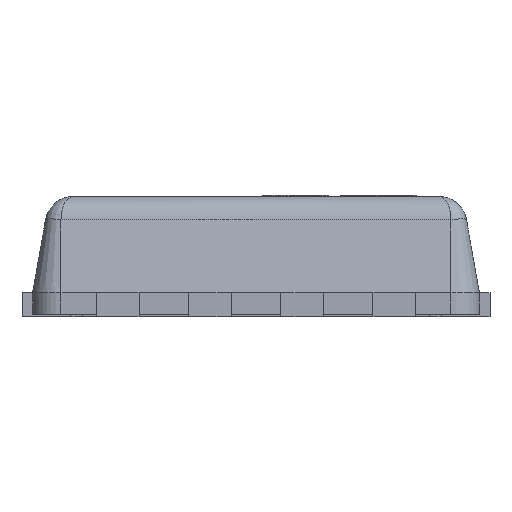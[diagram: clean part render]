
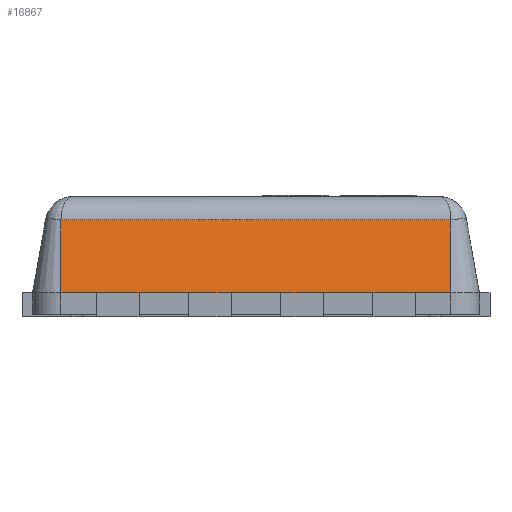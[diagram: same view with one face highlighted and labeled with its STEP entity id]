
A CAD part, front view. The second image highlights one B-rep face of the part: STEP entity #16867.
In plain terms, the highlighted planar face has unit normal (0, -0.985, 0.174).
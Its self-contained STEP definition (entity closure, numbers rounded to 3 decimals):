
#39 = DIRECTION ( 'NONE',  ( 1., 0., 0. ) ) ;
#424 = LINE ( 'NONE', #17190, #18454 ) ;
#562 = VECTOR ( 'NONE', #17890, 1000. ) ;
#798 = ORIENTED_EDGE ( 'NONE', *, *, #13280, .F. ) ;
#1289 = LINE ( 'NONE', #13848, #11910 ) ;
#1315 = CARTESIAN_POINT ( 'NONE',  ( 0.175, -1.5, 0.15 ) ) ;
#1509 = CARTESIAN_POINT ( 'NONE',  ( -1.375, -1.5, 0.15 ) ) ;
#1544 = VERTEX_POINT ( 'NONE', #17324 ) ;
#1621 = DIRECTION ( 'NONE',  ( 0., -0.985, 0.174 ) ) ;
#1811 = EDGE_CURVE ( 'NONE', #12128, #13312, #2910, .T. ) ;
#1844 = CARTESIAN_POINT ( 'NONE',  ( -0.175, -1.5, 0.15 ) ) ;
#2283 = CARTESIAN_POINT ( 'NONE',  ( -1.375, -1.5, 0.15 ) ) ;
#2427 = LINE ( 'NONE', #18264, #8800 ) ;
#2471 = FACE_OUTER_BOUND ( 'NONE', #6688, .T. ) ;
#2859 = VECTOR ( 'NONE', #16406, 1000. ) ;
#2910 = LINE ( 'NONE', #19979, #4493 ) ;
#3651 = VERTEX_POINT ( 'NONE', #6609 ) ;
#3896 = AXIS2_PLACEMENT_3D ( 'NONE', #1509, #1621, #6399 ) ;
#3927 = ORIENTED_EDGE ( 'NONE', *, *, #5559, .T. ) ;
#4156 = CARTESIAN_POINT ( 'NONE',  ( -1.375, -1.5, 0.15 ) ) ;
#4207 = CARTESIAN_POINT ( 'NONE',  ( 0.825, -1.5, 0.15 ) ) ;
#4268 = DIRECTION ( 'NONE',  ( 1., 0., 0. ) ) ;
#4442 = CARTESIAN_POINT ( 'NONE',  ( -1.125, -1.5, 0.15 ) ) ;
#4493 = VECTOR ( 'NONE', #4645, 1000. ) ;
#4645 = DIRECTION ( 'NONE',  ( 1., 0., 0. ) ) ;
#4814 = LINE ( 'NONE', #9613, #18176 ) ;
#5190 = CARTESIAN_POINT ( 'NONE',  ( -0.825, -1.5, 0.15 ) ) ;
#5550 = ORIENTED_EDGE ( 'NONE', *, *, #8411, .T. ) ;
#5559 = EDGE_CURVE ( 'NONE', #6885, #17206, #2427, .T. ) ;
#5618 = EDGE_CURVE ( 'NONE', #1544, #7985, #13462, .T. ) ;
#5919 = VERTEX_POINT ( 'NONE', #5934 ) ;
#5934 = CARTESIAN_POINT ( 'NONE',  ( 1.375, -1.5, 0.15 ) ) ;
#6086 = CARTESIAN_POINT ( 'NONE',  ( 1.375, -1.409, 0.665 ) ) ;
#6218 = ORIENTED_EDGE ( 'NONE', *, *, #7639, .T. ) ;
#6399 = DIRECTION ( 'NONE',  ( 0., -0.174, -0.985 ) ) ;
#6445 = EDGE_CURVE ( 'NONE', #18055, #3651, #1289, .T. ) ;
#6609 = CARTESIAN_POINT ( 'NONE',  ( -1.375, -1.409, 0.665 ) ) ;
#6688 = EDGE_LOOP ( 'NONE', ( #798, #10411, #10631, #11419, #14816, #17795, #11503, #11147, #3927, #15256, #5550, #6218 ) ) ;
#6885 = VERTEX_POINT ( 'NONE', #1315 ) ;
#7024 = LINE ( 'NONE', #7142, #16179 ) ;
#7036 = CARTESIAN_POINT ( 'NONE',  ( -1.375, -1.5, 0.15 ) ) ;
#7142 = CARTESIAN_POINT ( 'NONE',  ( -3.325, -1.5, 0.15 ) ) ;
#7152 = LINE ( 'NONE', #16254, #562 ) ;
#7400 = DIRECTION ( 'NONE',  ( -1., 0., 0. ) ) ;
#7639 = EDGE_CURVE ( 'NONE', #8922, #5919, #14826, .T. ) ;
#7985 = VERTEX_POINT ( 'NONE', #4442 ) ;
#8411 = EDGE_CURVE ( 'NONE', #18671, #8922, #7152, .T. ) ;
#8415 = CARTESIAN_POINT ( 'NONE',  ( 1.125, -1.5, 0.15 ) ) ;
#8727 = EDGE_CURVE ( 'NONE', #3651, #1544, #14995, .T. ) ;
#8800 = VECTOR ( 'NONE', #4268, 1000. ) ;
#8922 = VERTEX_POINT ( 'NONE', #8415 ) ;
#9613 = CARTESIAN_POINT ( 'NONE',  ( 1.375, -1.5, 0.15 ) ) ;
#9829 = DIRECTION ( 'NONE',  ( 1., 0., 0. ) ) ;
#9978 = VECTOR ( 'NONE', #11489, 1000. ) ;
#10411 = ORIENTED_EDGE ( 'NONE', *, *, #6445, .T. ) ;
#10498 = CARTESIAN_POINT ( 'NONE',  ( -1.375, -1.5, 0.15 ) ) ;
#10631 = ORIENTED_EDGE ( 'NONE', *, *, #8727, .T. ) ;
#11147 = ORIENTED_EDGE ( 'NONE', *, *, #17975, .T. ) ;
#11174 = VERTEX_POINT ( 'NONE', #5190 ) ;
#11229 = PLANE ( 'NONE',  #3896 ) ;
#11419 = ORIENTED_EDGE ( 'NONE', *, *, #5618, .T. ) ;
#11489 = DIRECTION ( 'NONE',  ( 1., 0., 0. ) ) ;
#11503 = ORIENTED_EDGE ( 'NONE', *, *, #1811, .T. ) ;
#11910 = VECTOR ( 'NONE', #7400, 1000. ) ;
#12128 = VERTEX_POINT ( 'NONE', #12421 ) ;
#12177 = EDGE_CURVE ( 'NONE', #11174, #12128, #424, .T. ) ;
#12290 = EDGE_CURVE ( 'NONE', #17206, #18671, #13308, .T. ) ;
#12421 = CARTESIAN_POINT ( 'NONE',  ( -0.475, -1.5, 0.15 ) ) ;
#12539 = EDGE_CURVE ( 'NONE', #7985, #11174, #7024, .T. ) ;
#12610 = DIRECTION ( 'NONE',  ( 1., 0., 0. ) ) ;
#12744 = VECTOR ( 'NONE', #39, 1000. ) ;
#13280 = EDGE_CURVE ( 'NONE', #18055, #5919, #4814, .T. ) ;
#13308 = LINE ( 'NONE', #2283, #9978 ) ;
#13312 = VERTEX_POINT ( 'NONE', #1844 ) ;
#13462 = LINE ( 'NONE', #4156, #12744 ) ;
#13848 = CARTESIAN_POINT ( 'NONE',  ( -1.375, -1.409, 0.665 ) ) ;
#14815 = LINE ( 'NONE', #16140, #19611 ) ;
#14816 = ORIENTED_EDGE ( 'NONE', *, *, #12539, .T. ) ;
#14826 = LINE ( 'NONE', #7036, #19433 ) ;
#14995 = LINE ( 'NONE', #10498, #2859 ) ;
#15256 = ORIENTED_EDGE ( 'NONE', *, *, #12290, .T. ) ;
#16140 = CARTESIAN_POINT ( 'NONE',  ( -1.375, -1.5, 0.15 ) ) ;
#16179 = VECTOR ( 'NONE', #17884, 1000. ) ;
#16254 = CARTESIAN_POINT ( 'NONE',  ( -1.375, -1.5, 0.15 ) ) ;
#16406 = DIRECTION ( 'NONE',  ( 0., -0.174, -0.985 ) ) ;
#16867 = ADVANCED_FACE ( 'NONE', ( #2471 ), #11229, .T. ) ;
#17190 = CARTESIAN_POINT ( 'NONE',  ( -1.375, -1.5, 0.15 ) ) ;
#17206 = VERTEX_POINT ( 'NONE', #18903 ) ;
#17324 = CARTESIAN_POINT ( 'NONE',  ( -1.375, -1.5, 0.15 ) ) ;
#17451 = DIRECTION ( 'NONE',  ( 0., -0.174, -0.985 ) ) ;
#17795 = ORIENTED_EDGE ( 'NONE', *, *, #12177, .T. ) ;
#17884 = DIRECTION ( 'NONE',  ( 1., 0., 0. ) ) ;
#17890 = DIRECTION ( 'NONE',  ( 1., 0., 0. ) ) ;
#17975 = EDGE_CURVE ( 'NONE', #13312, #6885, #14815, .T. ) ;
#18055 = VERTEX_POINT ( 'NONE', #6086 ) ;
#18176 = VECTOR ( 'NONE', #17451, 1000. ) ;
#18264 = CARTESIAN_POINT ( 'NONE',  ( -2.025, -1.5, 0.15 ) ) ;
#18454 = VECTOR ( 'NONE', #12610, 1000. ) ;
#18671 = VERTEX_POINT ( 'NONE', #4207 ) ;
#18903 = CARTESIAN_POINT ( 'NONE',  ( 0.475, -1.5, 0.15 ) ) ;
#19029 = DIRECTION ( 'NONE',  ( 1., 0., 0. ) ) ;
#19433 = VECTOR ( 'NONE', #19029, 1000. ) ;
#19611 = VECTOR ( 'NONE', #9829, 1000. ) ;
#19979 = CARTESIAN_POINT ( 'NONE',  ( -2.675, -1.5, 0.15 ) ) ;
